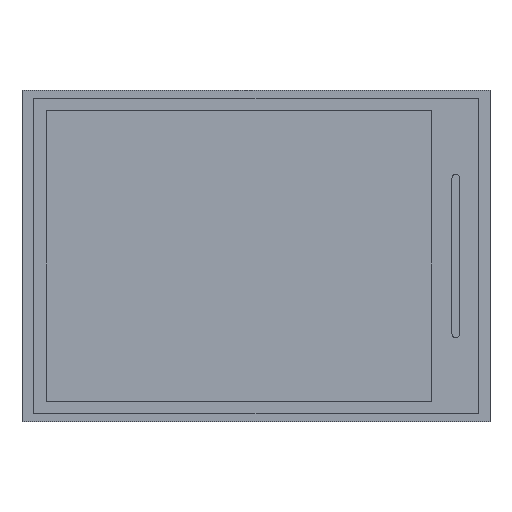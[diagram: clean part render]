
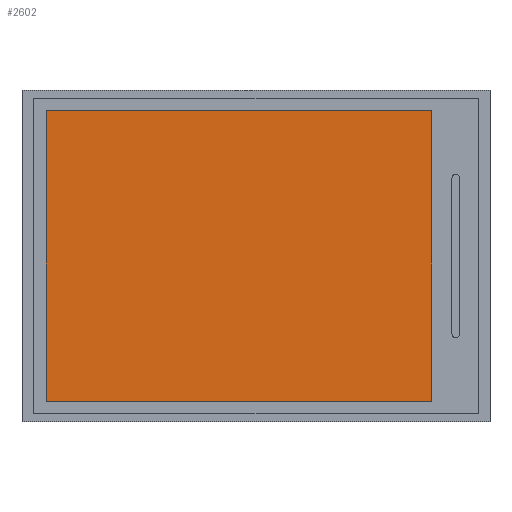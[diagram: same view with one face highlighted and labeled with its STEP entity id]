
A CAD part, top view. The second image highlights one B-rep face of the part: STEP entity #2602.
In plain terms, the highlighted planar face has unit normal (0, 0, 1).
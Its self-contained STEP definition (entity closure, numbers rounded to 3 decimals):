
#2288 = PLANE('',#2289);
#2289 = AXIS2_PLACEMENT_3D('',#2290,#2291,#2292);
#2290 = CARTESIAN_POINT('',(0.,0.,2.2));
#2291 = DIRECTION('',(0.,0.,1.));
#2292 = DIRECTION('',(1.,0.,0.));
#2390 = EDGE_CURVE('',#2391,#2393,#2395,.T.);
#2391 = VERTEX_POINT('',#2392);
#2392 = CARTESIAN_POINT('',(-27.03,-18.71,2.2));
#2393 = VERTEX_POINT('',#2394);
#2394 = CARTESIAN_POINT('',(-27.03,18.71,2.2));
#2395 = SURFACE_CURVE('',#2396,(#2400,#2407),.PCURVE_S1.);
#2396 = LINE('',#2397,#2398);
#2397 = CARTESIAN_POINT('',(-27.03,-18.71,2.2));
#2398 = VECTOR('',#2399,1.);
#2399 = DIRECTION('',(0.,1.,0.));
#2400 = PCURVE('',#2288,#2401);
#2401 = DEFINITIONAL_REPRESENTATION('',(#2402),#2406);
#2402 = LINE('',#2403,#2404);
#2403 = CARTESIAN_POINT('',(-27.03,-18.71));
#2404 = VECTOR('',#2405,1.);
#2405 = DIRECTION('',(0.,1.));
#2406 = ( GEOMETRIC_REPRESENTATION_CONTEXT(2) 
PARAMETRIC_REPRESENTATION_CONTEXT() REPRESENTATION_CONTEXT('2D SPACE',''
  ) );
#2407 = PCURVE('',#2408,#2413);
#2408 = PLANE('',#2409);
#2409 = AXIS2_PLACEMENT_3D('',#2410,#2411,#2412);
#2410 = CARTESIAN_POINT('',(-2.2,0.,2.2));
#2411 = DIRECTION('',(0.,0.,1.));
#2412 = DIRECTION('',(1.,0.,0.));
#2413 = DEFINITIONAL_REPRESENTATION('',(#2414),#2418);
#2414 = LINE('',#2415,#2416);
#2415 = CARTESIAN_POINT('',(-24.83,-18.71));
#2416 = VECTOR('',#2417,1.);
#2417 = DIRECTION('',(0.,1.));
#2418 = ( GEOMETRIC_REPRESENTATION_CONTEXT(2) 
PARAMETRIC_REPRESENTATION_CONTEXT() REPRESENTATION_CONTEXT('2D SPACE',''
  ) );
#2420 = EDGE_CURVE('',#2393,#2421,#2423,.T.);
#2421 = VERTEX_POINT('',#2422);
#2422 = CARTESIAN_POINT('',(22.63,18.71,2.2));
#2423 = SURFACE_CURVE('',#2424,(#2428,#2435),.PCURVE_S1.);
#2424 = LINE('',#2425,#2426);
#2425 = CARTESIAN_POINT('',(-27.03,18.71,2.2));
#2426 = VECTOR('',#2427,1.);
#2427 = DIRECTION('',(1.,0.,0.));
#2428 = PCURVE('',#2288,#2429);
#2429 = DEFINITIONAL_REPRESENTATION('',(#2430),#2434);
#2430 = LINE('',#2431,#2432);
#2431 = CARTESIAN_POINT('',(-27.03,18.71));
#2432 = VECTOR('',#2433,1.);
#2433 = DIRECTION('',(1.,0.));
#2434 = ( GEOMETRIC_REPRESENTATION_CONTEXT(2) 
PARAMETRIC_REPRESENTATION_CONTEXT() REPRESENTATION_CONTEXT('2D SPACE',''
  ) );
#2435 = PCURVE('',#2408,#2436);
#2436 = DEFINITIONAL_REPRESENTATION('',(#2437),#2441);
#2437 = LINE('',#2438,#2439);
#2438 = CARTESIAN_POINT('',(-24.83,18.71));
#2439 = VECTOR('',#2440,1.);
#2440 = DIRECTION('',(1.,0.));
#2441 = ( GEOMETRIC_REPRESENTATION_CONTEXT(2) 
PARAMETRIC_REPRESENTATION_CONTEXT() REPRESENTATION_CONTEXT('2D SPACE',''
  ) );
#2443 = EDGE_CURVE('',#2421,#2444,#2446,.T.);
#2444 = VERTEX_POINT('',#2445);
#2445 = CARTESIAN_POINT('',(22.63,-18.71,2.2));
#2446 = SURFACE_CURVE('',#2447,(#2451,#2458),.PCURVE_S1.);
#2447 = LINE('',#2448,#2449);
#2448 = CARTESIAN_POINT('',(22.63,18.71,2.2));
#2449 = VECTOR('',#2450,1.);
#2450 = DIRECTION('',(0.,-1.,0.));
#2451 = PCURVE('',#2288,#2452);
#2452 = DEFINITIONAL_REPRESENTATION('',(#2453),#2457);
#2453 = LINE('',#2454,#2455);
#2454 = CARTESIAN_POINT('',(22.63,18.71));
#2455 = VECTOR('',#2456,1.);
#2456 = DIRECTION('',(0.,-1.));
#2457 = ( GEOMETRIC_REPRESENTATION_CONTEXT(2) 
PARAMETRIC_REPRESENTATION_CONTEXT() REPRESENTATION_CONTEXT('2D SPACE',''
  ) );
#2458 = PCURVE('',#2408,#2459);
#2459 = DEFINITIONAL_REPRESENTATION('',(#2460),#2464);
#2460 = LINE('',#2461,#2462);
#2461 = CARTESIAN_POINT('',(24.83,18.71));
#2462 = VECTOR('',#2463,1.);
#2463 = DIRECTION('',(0.,-1.));
#2464 = ( GEOMETRIC_REPRESENTATION_CONTEXT(2) 
PARAMETRIC_REPRESENTATION_CONTEXT() REPRESENTATION_CONTEXT('2D SPACE',''
  ) );
#2466 = EDGE_CURVE('',#2444,#2391,#2467,.T.);
#2467 = SURFACE_CURVE('',#2468,(#2472,#2479),.PCURVE_S1.);
#2468 = LINE('',#2469,#2470);
#2469 = CARTESIAN_POINT('',(22.63,-18.71,2.2));
#2470 = VECTOR('',#2471,1.);
#2471 = DIRECTION('',(-1.,0.,0.));
#2472 = PCURVE('',#2288,#2473);
#2473 = DEFINITIONAL_REPRESENTATION('',(#2474),#2478);
#2474 = LINE('',#2475,#2476);
#2475 = CARTESIAN_POINT('',(22.63,-18.71));
#2476 = VECTOR('',#2477,1.);
#2477 = DIRECTION('',(-1.,0.));
#2478 = ( GEOMETRIC_REPRESENTATION_CONTEXT(2) 
PARAMETRIC_REPRESENTATION_CONTEXT() REPRESENTATION_CONTEXT('2D SPACE',''
  ) );
#2479 = PCURVE('',#2408,#2480);
#2480 = DEFINITIONAL_REPRESENTATION('',(#2481),#2485);
#2481 = LINE('',#2482,#2483);
#2482 = CARTESIAN_POINT('',(24.83,-18.71));
#2483 = VECTOR('',#2484,1.);
#2484 = DIRECTION('',(-1.,0.));
#2485 = ( GEOMETRIC_REPRESENTATION_CONTEXT(2) 
PARAMETRIC_REPRESENTATION_CONTEXT() REPRESENTATION_CONTEXT('2D SPACE',''
  ) );
#2602 = ADVANCED_FACE('',(#2603),#2408,.T.);
#2603 = FACE_BOUND('',#2604,.F.);
#2604 = EDGE_LOOP('',(#2605,#2606,#2607,#2608));
#2605 = ORIENTED_EDGE('',*,*,#2420,.T.);
#2606 = ORIENTED_EDGE('',*,*,#2443,.T.);
#2607 = ORIENTED_EDGE('',*,*,#2466,.T.);
#2608 = ORIENTED_EDGE('',*,*,#2390,.T.);
